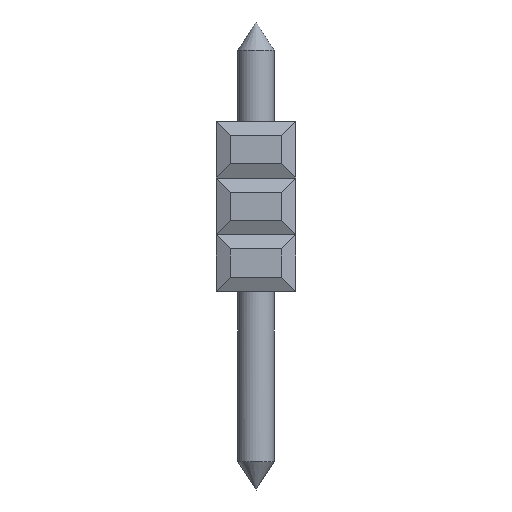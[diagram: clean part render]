
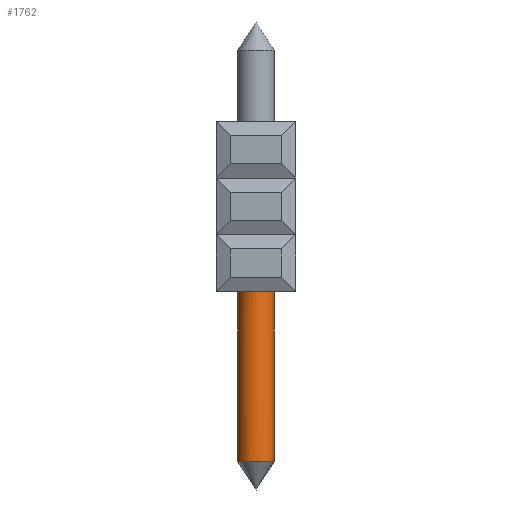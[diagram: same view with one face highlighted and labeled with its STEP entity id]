
A CAD part, left-side view. The second image highlights one B-rep face of the part: STEP entity #1762.
In plain terms, the highlighted cylindrical face has radius 0.65 mm (diameter 1.3 mm), a full revolution.
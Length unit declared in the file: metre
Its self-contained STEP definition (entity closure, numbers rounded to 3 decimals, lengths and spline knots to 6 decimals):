
#1762=ADVANCED_FACE('',(#4203,#4204),#4205,.T.);
#4203=FACE_OUTER_BOUND('',#7216,.T.);
#4204=FACE_OUTER_BOUND('',#7217,.T.);
#4205=CYLINDRICAL_SURFACE('',#7218,0.00065);
#7216=EDGE_LOOP('',(#12687));
#7217=EDGE_LOOP('',(#12688));
#7218=AXIS2_PLACEMENT_3D('',#12689,#12690,#12691);
#12687=ORIENTED_EDGE('',*,*,#18504,.F.);
#12688=ORIENTED_EDGE('',*,*,#18505,.F.);
#12689=CARTESIAN_POINT('',(0.02565,-0.03326,-0.0015));
#12690=DIRECTION('',(0.0,0.,-1.0));
#12691=DIRECTION('',(-1.0,0.0,0.0));
#18504=EDGE_CURVE('',#22565,#22565,#22566,.T.);
#18505=EDGE_CURVE('',#22567,#22567,#22568,.T.);
#22565=VERTEX_POINT('',#28115);
#22566=CIRCLE('',#28116,0.00065);
#22567=VERTEX_POINT('',#28117);
#22568=CIRCLE('',#28118,0.00065);
#28115=CARTESIAN_POINT('',(0.02604,-0.03274,-0.012));
#28116=AXIS2_PLACEMENT_3D('',#31746,#31747,#31748);
#28117=CARTESIAN_POINT('',(0.02565,-0.03391,-0.0058));
#28118=AXIS2_PLACEMENT_3D('',#31749,#31750,#31751);
#31746=CARTESIAN_POINT('',(0.02565,-0.03326,-0.012));
#31747=DIRECTION('',(0.,0.,-1.0));
#31748=DIRECTION('',(0.6,0.8,0.));
#31749=CARTESIAN_POINT('',(0.02565,-0.03326,-0.0058));
#31750=DIRECTION('',(0.0,0.,1.0));
#31751=DIRECTION('',(0.0,-1.0,0.));
